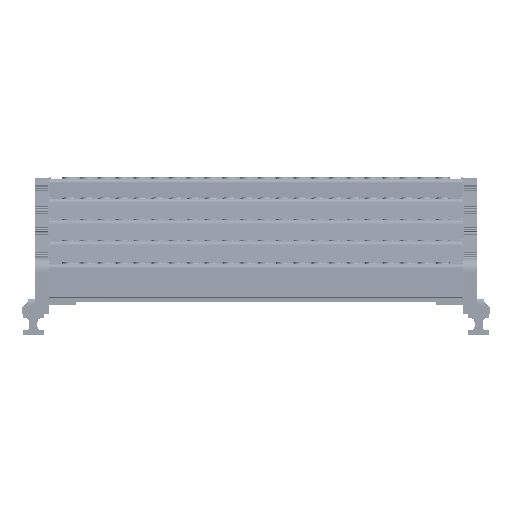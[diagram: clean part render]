
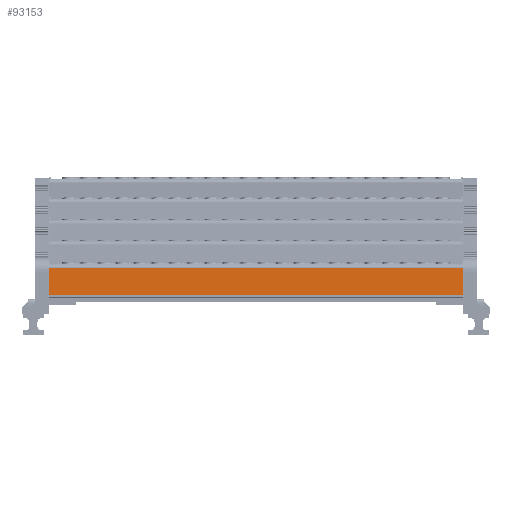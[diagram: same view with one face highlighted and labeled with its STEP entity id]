
A CAD part, top view. The second image highlights one B-rep face of the part: STEP entity #93153.
In plain terms, the highlighted planar face has unit normal (0, 0.018, 1).
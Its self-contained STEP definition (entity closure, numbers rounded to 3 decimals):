
#3636 = VECTOR ( 'NONE', #238283, 1000. ) ;
#18376 = CARTESIAN_POINT ( 'NONE',  ( -246.803, 101.983, -275.09 ) ) ;
#18540 = CARTESIAN_POINT ( 'NONE',  ( -246.803, 121.872, -275.438 ) ) ;
#30955 = EDGE_CURVE ( 'NONE', #232208, #232534, #143125, .T. ) ;
#30993 = EDGE_CURVE ( 'NONE', #122685, #232208, #143154, .T. ) ;
#31033 = EDGE_CURVE ( 'NONE', #232534, #122741, #143416, .T. ) ;
#93153 = ADVANCED_FACE ( 'NONE', ( #248040 ), #248046, .T. ) ;
#115993 = VECTOR ( 'NONE', #143051, 1000. ) ;
#116046 = VECTOR ( 'NONE', #143447, 1000. ) ;
#116101 = VECTOR ( 'NONE', #143220, 1000. ) ;
#116812 = CARTESIAN_POINT ( 'NONE',  ( 44.196, 101.983, -275.09 ) ) ;
#116894 = CARTESIAN_POINT ( 'NONE',  ( 44.196, 121.872, -275.438 ) ) ;
#122685 = VERTEX_POINT ( 'NONE', #18376 ) ;
#122741 = VERTEX_POINT ( 'NONE', #18540 ) ;
#136709 = ORIENTED_EDGE ( 'NONE', *, *, #161694, .T. ) ;
#136905 = ORIENTED_EDGE ( 'NONE', *, *, #30993, .T. ) ;
#136923 = ORIENTED_EDGE ( 'NONE', *, *, #30955, .T. ) ;
#137028 = ORIENTED_EDGE ( 'NONE', *, *, #31033, .T. ) ;
#143051 = DIRECTION ( 'NONE',  ( 0., 1., -0.017 ) ) ;
#143094 = CARTESIAN_POINT ( 'NONE',  ( 44.196, 113.509, -275.292 ) ) ;
#143125 = LINE ( 'NONE', #143094, #115993 ) ;
#143154 = LINE ( 'NONE', #143156, #116101 ) ;
#143156 = CARTESIAN_POINT ( 'NONE',  ( -150.574, 101.983, -275.09 ) ) ;
#143220 = DIRECTION ( 'NONE',  ( 1., 0., 0. ) ) ;
#143385 = CARTESIAN_POINT ( 'NONE',  ( -150.574, 121.872, -275.438 ) ) ;
#143416 = LINE ( 'NONE', #143385, #116046 ) ;
#143447 = DIRECTION ( 'NONE',  ( -1., 0., 0. ) ) ;
#161694 = EDGE_CURVE ( 'NONE', #122741, #122685, #238301, .T. ) ;
#232208 = VERTEX_POINT ( 'NONE', #116812 ) ;
#232534 = VERTEX_POINT ( 'NONE', #116894 ) ;
#238250 = CARTESIAN_POINT ( 'NONE',  ( -246.803, 121.872, -275.438 ) ) ;
#238283 = DIRECTION ( 'NONE',  ( 0., -1., 0.017 ) ) ;
#238301 = LINE ( 'NONE', #238250, #3636 ) ;
#248026 = DIRECTION ( 'NONE',  ( 0., -1., 0.017 ) ) ;
#248038 = CARTESIAN_POINT ( 'NONE',  ( -150.574, 113.509, -275.292 ) ) ;
#248040 = FACE_OUTER_BOUND ( 'NONE', #279895, .T. ) ;
#248046 = PLANE ( 'NONE',  #336647 ) ;
#248080 = DIRECTION ( 'NONE',  ( 0., 0.017, 1. ) ) ;
#279895 = EDGE_LOOP ( 'NONE', ( #136923, #137028, #136709, #136905 ) ) ;
#336647 = AXIS2_PLACEMENT_3D ( 'NONE', #248038, #248080, #248026 ) ;
